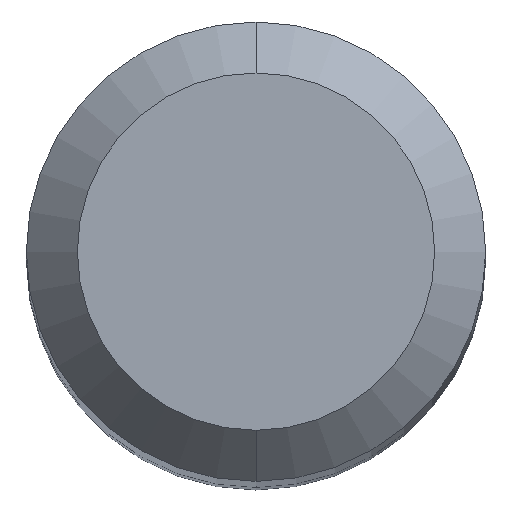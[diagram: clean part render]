
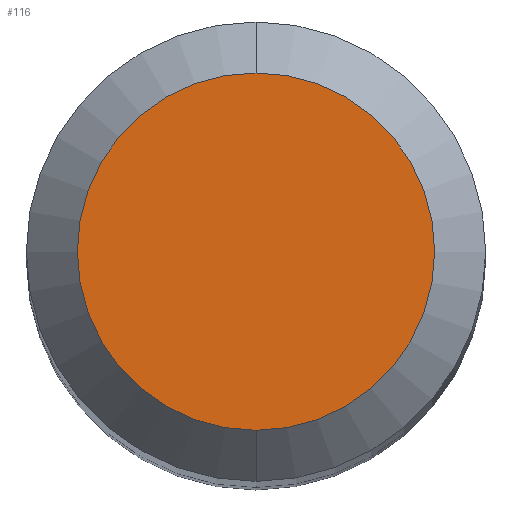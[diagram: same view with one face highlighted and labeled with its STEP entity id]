
A CAD part, top view. The second image highlights one B-rep face of the part: STEP entity #116.
In plain terms, the highlighted planar face has unit normal (0, 0, 1).
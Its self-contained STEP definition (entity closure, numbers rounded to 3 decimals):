
#3 = ORIENTED_EDGE ( 'NONE', *, *, #105, .F. ) ;
#8 = DIRECTION ( 'NONE',  ( 0., 0., -1. ) ) ;
#23 = FACE_OUTER_BOUND ( 'NONE', #192, .T. ) ;
#35 = CARTESIAN_POINT ( 'NONE',  ( 0., -2.45, 70. ) ) ;
#40 = AXIS2_PLACEMENT_3D ( 'NONE', #224, #301, #90 ) ;
#90 = DIRECTION ( 'NONE',  ( 0., 1., 0. ) ) ;
#98 = AXIS2_PLACEMENT_3D ( 'NONE', #244, #8, #321 ) ;
#105 = EDGE_CURVE ( 'NONE', #167, #128, #248, .T. ) ;
#116 = ADVANCED_FACE ( 'NONE', ( #23 ), #324, .F. ) ;
#122 = DIRECTION ( 'NONE',  ( 0., 1., 0. ) ) ;
#128 = VERTEX_POINT ( 'NONE', #203 ) ;
#167 = VERTEX_POINT ( 'NONE', #35 ) ;
#169 = EDGE_CURVE ( 'NONE', #128, #167, #194, .T. ) ;
#191 = ORIENTED_EDGE ( 'NONE', *, *, #169, .F. ) ;
#192 = EDGE_LOOP ( 'NONE', ( #191, #3 ) ) ;
#194 = CIRCLE ( 'NONE', #237, 2.45 ) ;
#203 = CARTESIAN_POINT ( 'NONE',  ( 0., 2.45, 70. ) ) ;
#224 = CARTESIAN_POINT ( 'NONE',  ( 0., 0., 70. ) ) ;
#237 = AXIS2_PLACEMENT_3D ( 'NONE', #246, #323, #122 ) ;
#244 = CARTESIAN_POINT ( 'NONE',  ( 0., 0., 70. ) ) ;
#246 = CARTESIAN_POINT ( 'NONE',  ( 0., 0., 70. ) ) ;
#248 = CIRCLE ( 'NONE', #98, 2.45 ) ;
#301 = DIRECTION ( 'NONE',  ( 0., 0., -1. ) ) ;
#321 = DIRECTION ( 'NONE',  ( 0., 1., 0. ) ) ;
#323 = DIRECTION ( 'NONE',  ( 0., 0., -1. ) ) ;
#324 = PLANE ( 'NONE',  #40 ) ;
